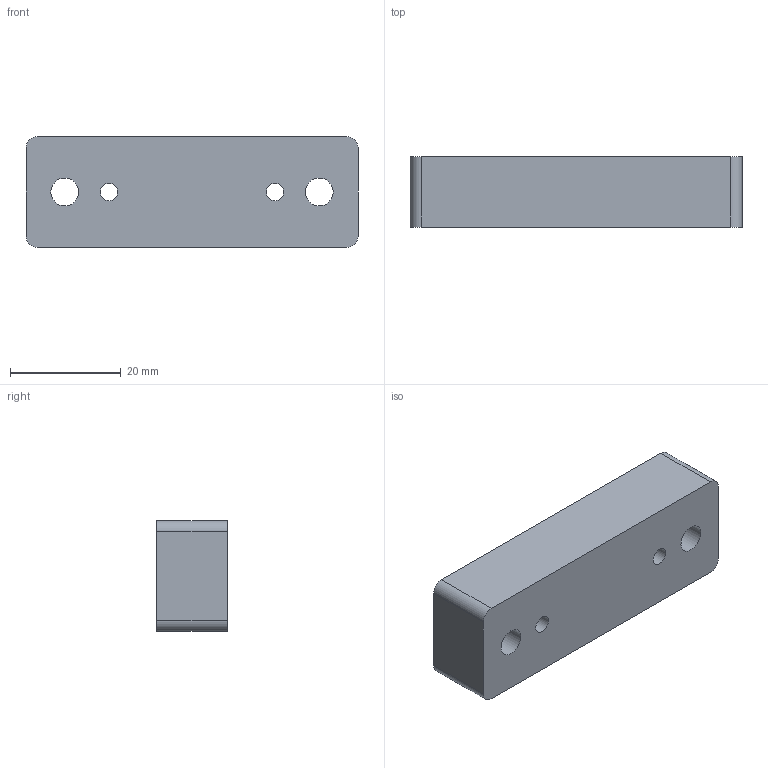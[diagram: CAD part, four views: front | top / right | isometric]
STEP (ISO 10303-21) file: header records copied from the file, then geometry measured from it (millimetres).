
FILE_DESCRIPTION(/* description */ (''),/* implementation_level */ '2;1');
FILE_NAME(/* name */ 'BF_Mount_3_Alu.stp',/* time_stamp */ '2020-09-11T20:35:50-07:00',/* author */ (''),/* organization */ (''),/* preprocessor_version */ 'ST-DEVELOPER v18.1',/* originating_system */ 'Autodesk Translation Framework v9.3.0.1241',/* authorisation */ '');
FILE_SCHEMA (('AUTOMOTIVE_DESIGN { 1 0 10303 214 3 1 1 }'));
Length unit declared in the file: millimetre
Products named in the file (1): STP:Z/BF_Mount_3_Alu
Bounding box: 60 x 12.7 x 20 mm (x, y, z)
Volume: 14335.5 mm3; surface area: 4989 mm2
Topology: 1 solids, 1 shells, 18 faces, 42 edges, 28 vertices
Faces by surface type: cylinder 10, plane 8
Full cylindrical faces by diameter (mm): 3.2 x2, 5.035 x2, 6.5 x2
Entity records: 582 total; most frequent: DIRECTION 100, CARTESIAN_POINT 89, ORIENTED_EDGE 84, EDGE_CURVE 42, AXIS2_PLACEMENT_3D 39, EDGE_LOOP 28, VERTEX_POINT 28, LINE 22
